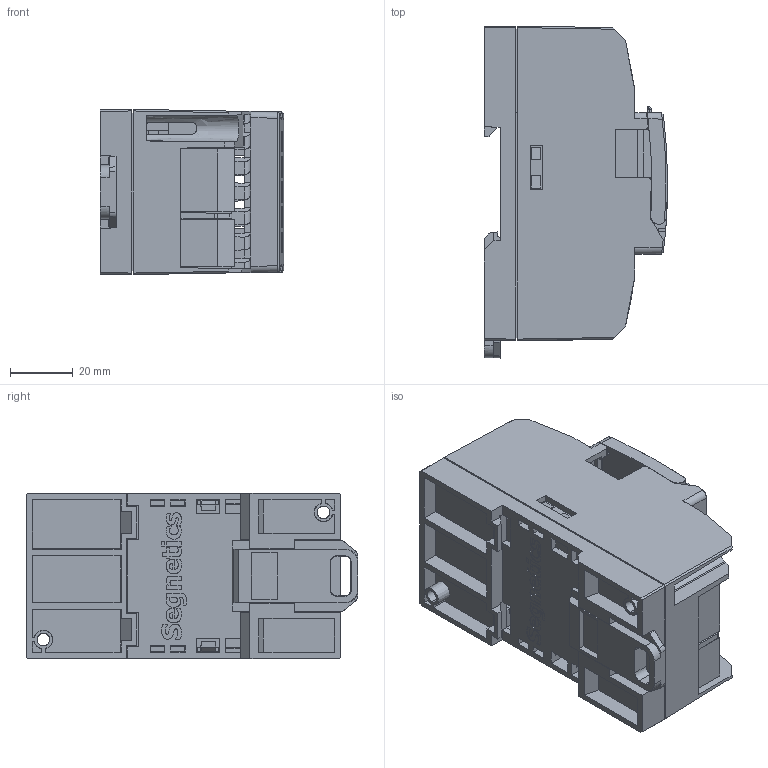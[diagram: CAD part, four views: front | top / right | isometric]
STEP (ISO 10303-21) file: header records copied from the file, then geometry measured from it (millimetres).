
FILE_DESCRIPTION (( 'STEP AP203' ), '1' );
FILE_NAME ('MR 3D-model.STEP', '2013-04-17T10:57:55', ( 'User' ), ( '' ), 'SwSTEP 2.0', 'SolidWorks 2010', '' );
FILE_SCHEMA (( 'CONFIG_CONTROL_DESIGN' ));
Length unit declared in the file: millimetre
Products named in the file (1): MR 3D-model
Bounding box: 58.2 x 105.43 x 52.5 mm (x, y, z)
Volume: 137733.2 mm3; surface area: 72032.5 mm2
Topology: 1 solids, 1 shells, 1540 faces, 4648 edges, 3116 vertices
Faces by surface type: plane 1078, cylinder 258, bspline 148, cone 56
Entity records: 67221 total; most frequent: CARTESIAN_POINT 30310, ORIENTED_EDGE 9296, DIRECTION 5042, EDGE_CURVE 4648, VERTEX_POINT 3116, B_SPLINE_CURVE_WITH_KNOTS 2393, LINE 2232, VECTOR 2232
